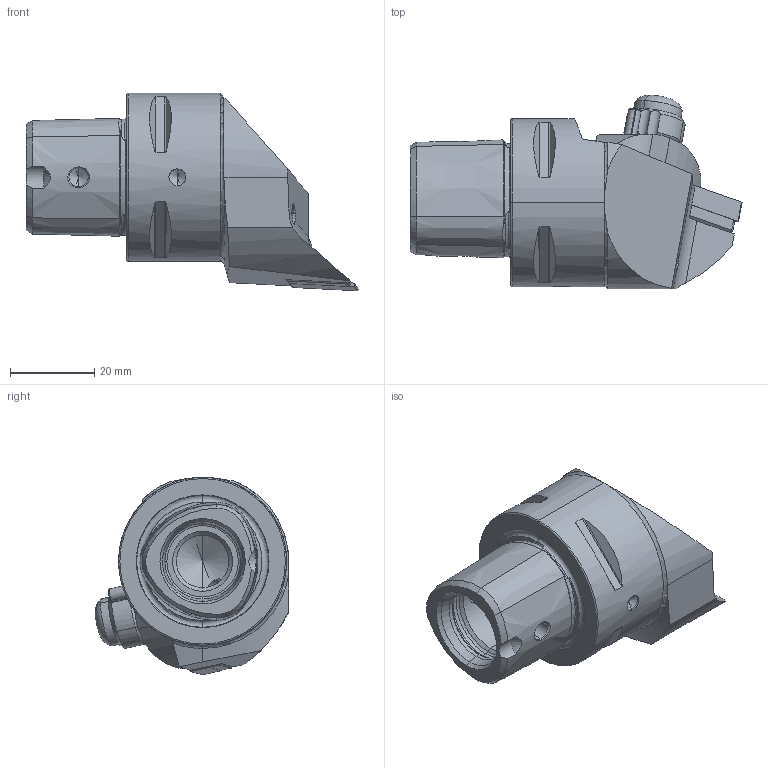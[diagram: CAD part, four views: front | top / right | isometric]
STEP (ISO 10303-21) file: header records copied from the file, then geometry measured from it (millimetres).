
FILE_DESCRIPTION (( 'STEP AP203' ), '1' );
FILE_NAME ('PS4.KVD.RJA.055.STEP', '2024-08-22T13:32:12', ( '' ), ( '' ), 'SwSTEP 2.0', 'SolidWorks 2022', '' );
FILE_SCHEMA (( 'CONFIG_CONTROL_DESIGN' ));
Length unit declared in the file: millimetre
Products named in the file (11): WVD-ER2.101.003_A; KVT_MB_600_050; VNMG160404; WCC-ER5.102.012_B; WCC-ER4.103.032_A; PS4.KVD.RJA.055; PS4-KVD.RJA.055_A; WCC-ER5.102.005_A; WCB-ER2.001.009_A; ISO 13337 - 3 x 12_PreviewCfg; WCC-ER3.102.024_C
Assembly tree (10 placements, depth 2):
  PS4.KVD.RJA.055
    PS4-KVD.RJA.055_A
    WVD-ER2.101.003_A
    VNMG160404
    WCC-ER3.102.024_C
    WCC-ER5.102.012_B
    WCC-ER5.102.005_A
    WCC-ER4.103.032_A
    ISO 13337 - 3 x 12_PreviewCfg
    WCB-ER2.001.009_A
    KVT_MB_600_050
Bounding box: 79 x 46.06 x 47 mm (x, y, z)
Volume: 52932.7 mm3; surface area: 17815.8 mm2
Topology: 11 solids, 11 shells, 445 faces, 1083 edges, 652 vertices
Faces by surface type: cylinder 135, cone 127, plane 100, torus 67, bspline 12, sphere 4
Entity records: 15597 total; most frequent: CARTESIAN_POINT 4322, DIRECTION 2145, ORIENTED_EDGE 2120, EDGE_CURVE 1060, AXIS2_PLACEMENT_3D 881, VERTEX_POINT 649, EDGE_LOOP 479, FACE_OUTER_BOUND 445
